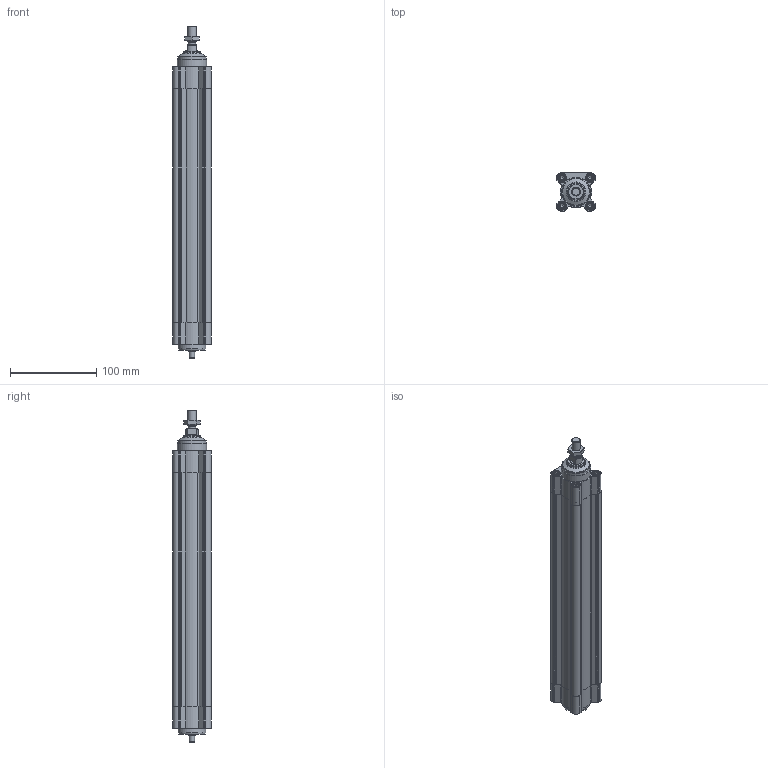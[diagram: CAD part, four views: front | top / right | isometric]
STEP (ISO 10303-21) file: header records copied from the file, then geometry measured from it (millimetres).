
FILE_DESCRIPTION(/* description */ ('STEP AP214'),/* implementation_level */ '2;1');
FILE_NAME(/* name */ '2215384_ESBF-BS-32-200-5P',/* time_stamp */ '2024-08-23T13:18:39+02:00',/* author */ ('License CC BY-ND 4.0'),/* organization */ ('CADENAS'),/* preprocessor_version */ 'ST-DEVELOPER v19.3',/* originating_system */ 'PARTsolutions',/* authorisation */ ' ');
FILE_SCHEMA (('CONFIG_CONTROL_DESIGN','AUTOMOTIVE_DESIGN {1 0 10303 214 3 1 1}'));
Length unit declared in the file: millimetre
Products named in the file (6): 2215384 ESBF-BS-32-200-5P---(0); ESBF-BS-32-200---(ZR_-_-); ESBF-BS-32-200-5P---(KS_0); DIN-439-B - M10x1.25(F); 8173170 ESBF-32_mutter---(M8x0.75); ESBF-BS-32-ESBF-BS-32---(KSA)
Assembly tree (5 placements, depth 2):
  2215384 ESBF-BS-32-200-5P---(0)
    ESBF-BS-32-200---(ZR_-_-)
    ESBF-BS-32-200-5P---(KS_0)
    DIN-439-B - M10x1.25(F)
    8173170 ESBF-32_mutter---(M8x0.75)
    ESBF-BS-32-ESBF-BS-32---(KSA)
Bounding box: 45 x 45 x 385.9 mm (x, y, z)
Volume: 431163.6 mm3; surface area: 133432.6 mm2
Topology: 5 solids, 5 shells, 487 faces, 1265 edges, 827 vertices
Faces by surface type: plane 308, cylinder 125, cone 52, torus 2
Full cylindrical faces by diameter (mm): 4.917 x8, 6 x9, 7.188 x1, 8 x2, 8.466 x1, 8.5 x2, 8.647 x1, 9 x8, 10 x2, 10.5 x8, 14 x1, 20 x2, 24 x1, 31.2 x1, 32 x3, 33.5 x1, 34 x1
Entity records: 17545 total; most frequent: CARTESIAN_POINT 3149, ORIENTED_EDGE 2278, DIRECTION 2194, EDGE_CURVE 1139, VERTEX_POINT 813, AXIS2_PLACEMENT_3D 782, FACE_BOUND 644, EDGE_LOOP 636
